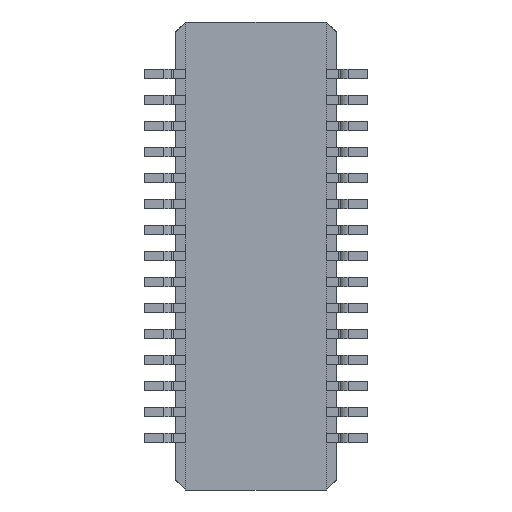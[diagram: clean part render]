
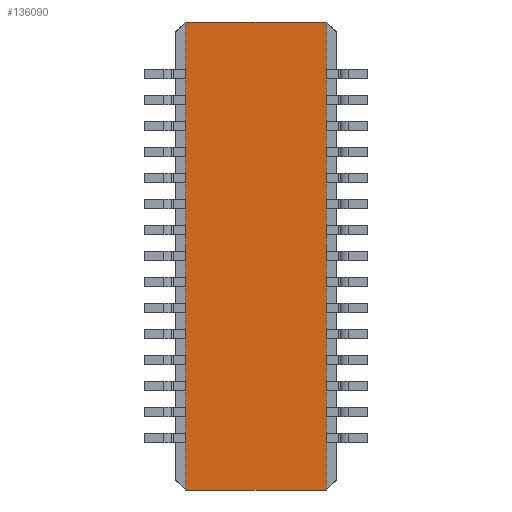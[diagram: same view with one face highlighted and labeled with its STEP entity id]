
A CAD part, front view. The second image highlights one B-rep face of the part: STEP entity #136090.
In plain terms, the highlighted planar face has unit normal (0, -1, 0).
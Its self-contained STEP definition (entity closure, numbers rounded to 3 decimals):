
#112440=CARTESIAN_POINT('',(1.172,-0.801,16.5));
#112450=VERTEX_POINT('',#112440);
#112480=CARTESIAN_POINT('',(-2.216,-0.801,16.5));
#112490=DIRECTION('',(1.,0.,0.));
#112500=VECTOR('',#112490,1.);
#112510=LINE('',#112480,#112500);
#112520=CARTESIAN_POINT('',(-1.528,-0.801,16.5));
#112530=VERTEX_POINT('',#112520);
#112540=EDGE_CURVE('',#112530,#112450,#112510,.T.);
#115760=CARTESIAN_POINT('',(-1.528,-0.801,7.5));
#115770=VERTEX_POINT('',#115760);
#115800=CARTESIAN_POINT('',(0.,-0.801,7.5));
#115810=DIRECTION('',(1.,0.,0.));
#115820=VECTOR('',#115810,1.);
#115830=LINE('',#115800,#115820);
#115840=CARTESIAN_POINT('',(1.172,-0.801,7.5));
#115850=VERTEX_POINT('',#115840);
#115860=EDGE_CURVE('',#115770,#115850,#115830,.T.);
#117970=CARTESIAN_POINT('',(-1.528,-0.801,0.));
#117980=DIRECTION('',(0.,0.,1.));
#117990=VECTOR('',#117980,1.);
#118000=LINE('',#117970,#117990);
#118010=EDGE_CURVE('',#115770,#112530,#118000,.T.);
#135930=CARTESIAN_POINT('',(1.172,-0.801,5.));
#135940=DIRECTION('',(0.,-1.,0.));
#135950=DIRECTION('',(-1.,0.,0.));
#135960=AXIS2_PLACEMENT_3D('',#135930,#135940,#135950);
#135970=PLANE('',#135960);
#135980=ORIENTED_EDGE('',*,*,#112540,.F.);
#135990=CARTESIAN_POINT('',(1.172,-0.801,0.));
#136000=DIRECTION('',(0.,0.,1.));
#136010=VECTOR('',#136000,1.);
#136020=LINE('',#135990,#136010);
#136030=EDGE_CURVE('',#115850,#112450,#136020,.T.);
#136040=ORIENTED_EDGE('',*,*,#136030,.T.);
#136050=ORIENTED_EDGE('',*,*,#115860,.T.);
#136060=ORIENTED_EDGE('',*,*,#118010,.F.);
#136070=EDGE_LOOP('',(#136060,#136050,#136040,#135980));
#136080=FACE_OUTER_BOUND('',#136070,.T.);
#136090=ADVANCED_FACE('',(#136080),#135970,.T.);
